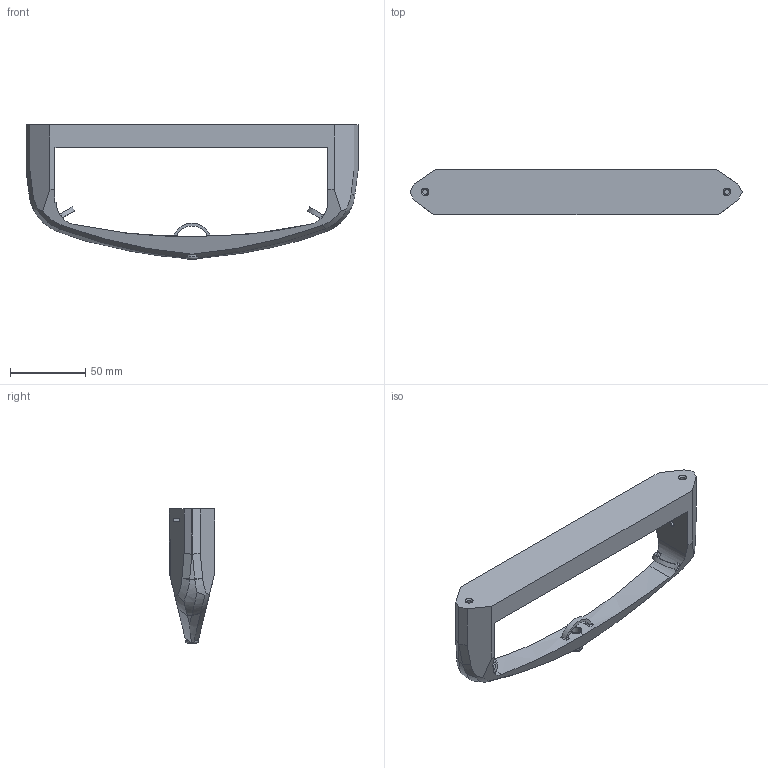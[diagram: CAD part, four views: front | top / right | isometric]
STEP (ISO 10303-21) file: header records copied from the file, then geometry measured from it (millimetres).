
FILE_DESCRIPTION(/* description */ (''),/* implementation_level */ '2;1');
FILE_NAME(/* name */ 'bulletFabric.step',/* time_stamp */ '2019-08-16T12:20:29+02:00',/* author */ (''),/* organization */ (''),/* preprocessor_version */ 'ST-DEVELOPER v18',/* originating_system */ 'Autodesk Translation Framework v8.2.0.1029',/* authorisation */ '');
FILE_SCHEMA (('AUTOMOTIVE_DESIGN { 1 0 10303 214 3 1 1 }'));
Length unit declared in the file: millimetre
Products named in the file (1): KnittingStuff
Bounding box: 219.98 x 30 x 88.9 mm (x, y, z)
Volume: 151856.2 mm3; surface area: 37838.1 mm2
Topology: 2 solids, 2 shells, 166 faces, 480 edges, 317 vertices
Faces by surface type: plane 76, bspline 43, cylinder 38, torus 5, cone 4
Full cylindrical faces by diameter (mm): 3 x2, 3.2 x4, 5.597 x1, 6 x1, 7.891 x1
Entity records: 6775 total; most frequent: CARTESIAN_POINT 2751, ORIENTED_EDGE 960, DIRECTION 624, EDGE_CURVE 480, VERTEX_POINT 317, LINE 242, VECTOR 242, AXIS2_PLACEMENT_3D 191
